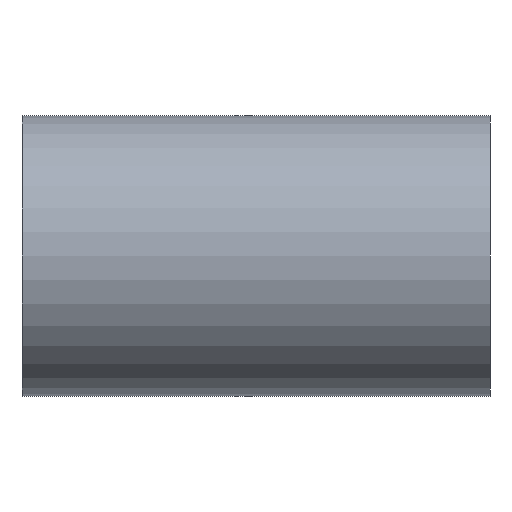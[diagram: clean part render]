
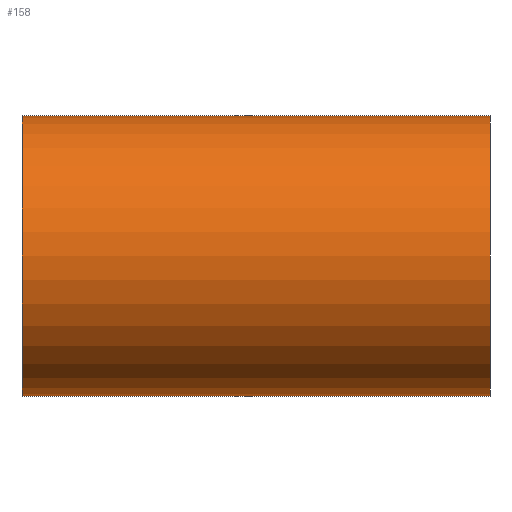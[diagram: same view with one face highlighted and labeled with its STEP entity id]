
A CAD part, left-side view. The second image highlights one B-rep face of the part: STEP entity #158.
In plain terms, the highlighted cylindrical face has radius 3 mm (diameter 6 mm), a partial arc.
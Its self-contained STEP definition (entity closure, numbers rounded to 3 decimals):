
#3 = VERTEX_POINT ( 'NONE', #151 ) ;
#6 = ORIENTED_EDGE ( 'NONE', *, *, #98, .T. ) ;
#8 = CARTESIAN_POINT ( 'NONE',  ( 0., 10., -3. ) ) ;
#13 = DIRECTION ( 'NONE',  ( 0., -1., 0. ) ) ;
#15 = VECTOR ( 'NONE', #13, 1000. ) ;
#17 = ORIENTED_EDGE ( 'NONE', *, *, #209, .T. ) ;
#21 = AXIS2_PLACEMENT_3D ( 'NONE', #87, #62, #48 ) ;
#28 = DIRECTION ( 'NONE',  ( 0., -1., 0. ) ) ;
#39 = ORIENTED_EDGE ( 'NONE', *, *, #90, .F. ) ;
#48 = DIRECTION ( 'NONE',  ( 0., 0., 1. ) ) ;
#50 = DIRECTION ( 'NONE',  ( 0., -1., 0. ) ) ;
#54 = ORIENTED_EDGE ( 'NONE', *, *, #186, .F. ) ;
#62 = DIRECTION ( 'NONE',  ( 0., 1., 0. ) ) ;
#82 = AXIS2_PLACEMENT_3D ( 'NONE', #164, #222, #224 ) ;
#85 = CARTESIAN_POINT ( 'NONE',  ( 0., 10., 3. ) ) ;
#87 = CARTESIAN_POINT ( 'NONE',  ( 0., 10., 0. ) ) ;
#88 = CIRCLE ( 'NONE', #82, 3. ) ;
#90 = EDGE_CURVE ( 'NONE', #213, #3, #202, .T. ) ;
#91 = FACE_OUTER_BOUND ( 'NONE', #97, .T. ) ;
#96 = VERTEX_POINT ( 'NONE', #242 ) ;
#97 = EDGE_LOOP ( 'NONE', ( #39, #54, #17, #6 ) ) ;
#98 = EDGE_CURVE ( 'NONE', #96, #3, #88, .T. ) ;
#118 = DIRECTION ( 'NONE',  ( 0., 0., -1. ) ) ;
#120 = CIRCLE ( 'NONE', #21, 3. ) ;
#145 = LINE ( 'NONE', #8, #232 ) ;
#151 = CARTESIAN_POINT ( 'NONE',  ( 0., 0., 3. ) ) ;
#158 = ADVANCED_FACE ( 'NONE', ( #91 ), #215, .T. ) ;
#164 = CARTESIAN_POINT ( 'NONE',  ( 0., 0., 0. ) ) ;
#166 = CARTESIAN_POINT ( 'NONE',  ( 0., 10., 3. ) ) ;
#170 = VERTEX_POINT ( 'NONE', #181 ) ;
#181 = CARTESIAN_POINT ( 'NONE',  ( 0., 10., -3. ) ) ;
#186 = EDGE_CURVE ( 'NONE', #170, #213, #120, .T. ) ;
#202 = LINE ( 'NONE', #166, #15 ) ;
#209 = EDGE_CURVE ( 'NONE', #170, #96, #145, .T. ) ;
#213 = VERTEX_POINT ( 'NONE', #85 ) ;
#215 = CYLINDRICAL_SURFACE ( 'NONE', #229, 3. ) ;
#219 = CARTESIAN_POINT ( 'NONE',  ( 0., 10., 0. ) ) ;
#222 = DIRECTION ( 'NONE',  ( 0., 1., 0. ) ) ;
#224 = DIRECTION ( 'NONE',  ( 0., 0., 1. ) ) ;
#229 = AXIS2_PLACEMENT_3D ( 'NONE', #219, #50, #118 ) ;
#232 = VECTOR ( 'NONE', #28, 1000. ) ;
#242 = CARTESIAN_POINT ( 'NONE',  ( 0., 0., -3. ) ) ;
